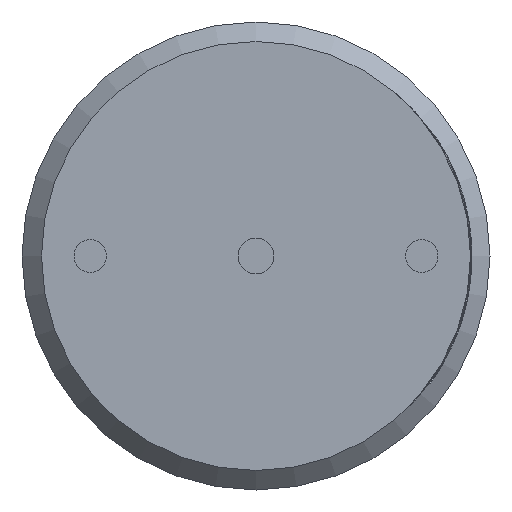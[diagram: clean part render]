
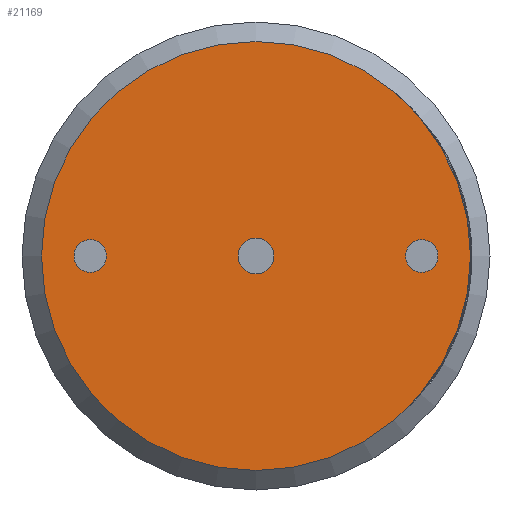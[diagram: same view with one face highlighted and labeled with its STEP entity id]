
A CAD part, front view. The second image highlights one B-rep face of the part: STEP entity #21169.
In plain terms, the highlighted planar face has unit normal (0, -1, 0).
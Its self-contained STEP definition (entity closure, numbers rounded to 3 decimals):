
#325 = CARTESIAN_POINT ( 'NONE',  ( 25.5, 0., -2.5 ) ) ;
#482 = ORIENTED_EDGE ( 'NONE', *, *, #8580, .F. ) ;
#1268 = EDGE_CURVE ( 'NONE', #20085, #20085, #16438, .T. ) ;
#2947 = CARTESIAN_POINT ( 'NONE',  ( -25.5, 0., 0. ) ) ;
#3705 = ORIENTED_EDGE ( 'NONE', *, *, #1268, .T. ) ;
#3778 = VERTEX_POINT ( 'NONE', #325 ) ;
#4047 = CARTESIAN_POINT ( 'NONE',  ( 0., 0., 0. ) ) ;
#4079 = DIRECTION ( 'NONE',  ( 0., -1., 0. ) ) ;
#4488 = CIRCLE ( 'NONE', #12683, 33. ) ;
#4703 = FACE_OUTER_BOUND ( 'NONE', #10450, .T. ) ;
#4711 = CIRCLE ( 'NONE', #15520, 2.5 ) ;
#4844 = DIRECTION ( 'NONE',  ( 0., 0., -1. ) ) ;
#5954 = DIRECTION ( 'NONE',  ( 0., 0., 1. ) ) ;
#6012 = EDGE_CURVE ( 'NONE', #3778, #3778, #19575, .T. ) ;
#7289 = EDGE_LOOP ( 'NONE', ( #22374 ) ) ;
#8006 = CARTESIAN_POINT ( 'NONE',  ( 0., 0., 0. ) ) ;
#8580 = EDGE_CURVE ( 'NONE', #17689, #17689, #4711, .T. ) ;
#9124 = AXIS2_PLACEMENT_3D ( 'NONE', #15415, #4079, #17313 ) ;
#9906 = DIRECTION ( 'NONE',  ( 0., 0., 1. ) ) ;
#10450 = EDGE_LOOP ( 'NONE', ( #20890 ) ) ;
#11025 = CARTESIAN_POINT ( 'NONE',  ( 0., 0., 0. ) ) ;
#11563 = CARTESIAN_POINT ( 'NONE',  ( 0., 0., 2.75 ) ) ;
#12683 = AXIS2_PLACEMENT_3D ( 'NONE', #11025, #24243, #12917 ) ;
#12917 = DIRECTION ( 'NONE',  ( 0., 0., 1. ) ) ;
#13396 = PLANE ( 'NONE',  #21893 ) ;
#13602 = AXIS2_PLACEMENT_3D ( 'NONE', #8006, #21221, #9906 ) ;
#14154 = FACE_BOUND ( 'NONE', #7289, .T. ) ;
#15415 = CARTESIAN_POINT ( 'NONE',  ( 25.5, 0., 0. ) ) ;
#15520 = AXIS2_PLACEMENT_3D ( 'NONE', #2947, #16170, #4844 ) ;
#15910 = VERTEX_POINT ( 'NONE', #21240 ) ;
#16170 = DIRECTION ( 'NONE',  ( 0., -1., 0. ) ) ;
#16438 = CIRCLE ( 'NONE', #13602, 2.75 ) ;
#17277 = DIRECTION ( 'NONE',  ( 0., 1., 0. ) ) ;
#17313 = DIRECTION ( 'NONE',  ( 0., 0., -1. ) ) ;
#17689 = VERTEX_POINT ( 'NONE', #19265 ) ;
#18547 = EDGE_CURVE ( 'NONE', #15910, #15910, #4488, .T. ) ;
#19206 = FACE_BOUND ( 'NONE', #22996, .T. ) ;
#19265 = CARTESIAN_POINT ( 'NONE',  ( -25.5, 0., -2.5 ) ) ;
#19575 = CIRCLE ( 'NONE', #9124, 2.5 ) ;
#20085 = VERTEX_POINT ( 'NONE', #11563 ) ;
#20890 = ORIENTED_EDGE ( 'NONE', *, *, #18547, .F. ) ;
#21169 = ADVANCED_FACE ( 'NONE', ( #24199, #14154, #19206, #4703 ), #13396, .F. ) ;
#21221 = DIRECTION ( 'NONE',  ( 0., 1., 0. ) ) ;
#21222 = EDGE_LOOP ( 'NONE', ( #482 ) ) ;
#21240 = CARTESIAN_POINT ( 'NONE',  ( 0., 0., 33. ) ) ;
#21893 = AXIS2_PLACEMENT_3D ( 'NONE', #4047, #17277, #5954 ) ;
#22374 = ORIENTED_EDGE ( 'NONE', *, *, #6012, .F. ) ;
#22996 = EDGE_LOOP ( 'NONE', ( #3705 ) ) ;
#24199 = FACE_BOUND ( 'NONE', #21222, .T. ) ;
#24243 = DIRECTION ( 'NONE',  ( 0., 1., 0. ) ) ;
